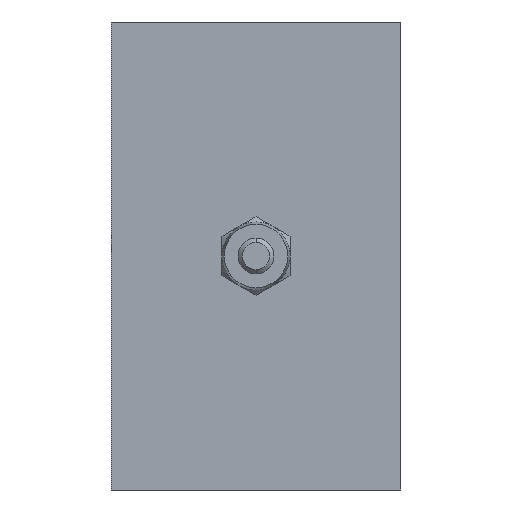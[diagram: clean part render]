
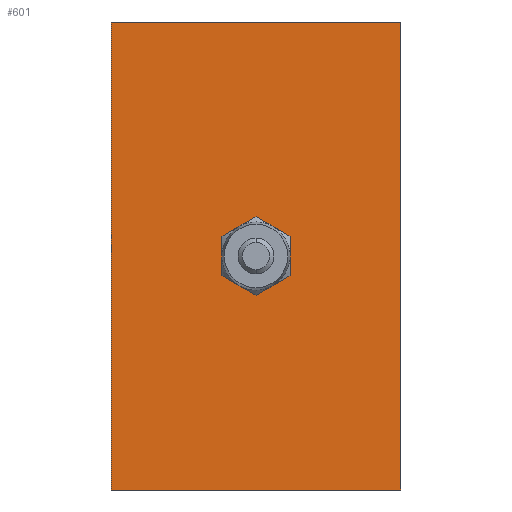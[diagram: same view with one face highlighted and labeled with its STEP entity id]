
A CAD part, front view. The second image highlights one B-rep face of the part: STEP entity #601.
In plain terms, the highlighted planar face has unit normal (0, -1, 0).
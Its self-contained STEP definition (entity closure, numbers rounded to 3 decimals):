
#4 = LINE ( 'NONE', #1349, #1767 ) ;
#10 = EDGE_CURVE ( 'NONE', #1520, #1140, #293, .T. ) ;
#30 = EDGE_CURVE ( 'NONE', #1140, #869, #225, .T. ) ;
#33 = EDGE_CURVE ( 'NONE', #1624, #1520, #230, .T. ) ;
#41 = EDGE_CURVE ( 'NONE', #869, #1624, #201, .T. ) ;
#62 = CARTESIAN_POINT ( 'NONE',  ( 17.218, -1.109, 27.5 ) ) ;
#89 = LINE ( 'NONE', #770, #93 ) ;
#93 = VECTOR ( 'NONE', #1655, 1000. ) ;
#115 = CARTESIAN_POINT ( 'NONE',  ( -2.532, -1.109, -2.75 ) ) ;
#121 = VECTOR ( 'NONE', #1286, 1000. ) ;
#180 = EDGE_CURVE ( 'NONE', #490, #1002, #182, .T. ) ;
#182 = LINE ( 'NONE', #1301, #121 ) ;
#194 = EDGE_CURVE ( 'NONE', #1002, #556, #89, .T. ) ;
#199 = VECTOR ( 'NONE', #1057, 1000. ) ;
#201 = LINE ( 'NONE', #209, #199 ) ;
#209 = CARTESIAN_POINT ( 'NONE',  ( -16.782, -1.109, -27.5 ) ) ;
#216 = DIRECTION ( 'NONE',  ( 1., 0., 0. ) ) ;
#225 = LINE ( 'NONE', #387, #246 ) ;
#230 = LINE ( 'NONE', #1166, #268 ) ;
#238 = CARTESIAN_POINT ( 'NONE',  ( -16.782, -1.109, 27.5 ) ) ;
#246 = VECTOR ( 'NONE', #1804, 1000. ) ;
#249 = CARTESIAN_POINT ( 'NONE',  ( -16.782, -1.109, 27.5 ) ) ;
#268 = VECTOR ( 'NONE', #1479, 1000. ) ;
#293 = LINE ( 'NONE', #249, #297 ) ;
#297 = VECTOR ( 'NONE', #216, 1000. ) ;
#300 = EDGE_CURVE ( 'NONE', #1204, #490, #4, .T. ) ;
#351 = PLANE ( 'NONE',  #1518 ) ;
#356 = EDGE_CURVE ( 'NONE', #556, #1204, #1803, .T. ) ;
#387 = CARTESIAN_POINT ( 'NONE',  ( 17.218, -1.109, -27.5 ) ) ;
#490 = VERTEX_POINT ( 'NONE', #983 ) ;
#556 = VERTEX_POINT ( 'NONE', #1361 ) ;
#601 = ADVANCED_FACE ( 'NONE', ( #1346, #1399 ), #351, .F. ) ;
#617 = ORIENTED_EDGE ( 'NONE', *, *, #180, .T. ) ;
#770 = CARTESIAN_POINT ( 'NONE',  ( -2.532, -1.109, -2.75 ) ) ;
#828 = CARTESIAN_POINT ( 'NONE',  ( 17.218, -1.109, -27.5 ) ) ;
#869 = VERTEX_POINT ( 'NONE', #828 ) ;
#906 = ORIENTED_EDGE ( 'NONE', *, *, #356, .T. ) ;
#929 = ORIENTED_EDGE ( 'NONE', *, *, #194, .T. ) ;
#957 = EDGE_LOOP ( 'NONE', ( #906, #1613, #617, #929 ) ) ;
#960 = DIRECTION ( 'NONE',  ( 0., 0., 1. ) ) ;
#983 = CARTESIAN_POINT ( 'NONE',  ( 2.968, -1.109, 2.75 ) ) ;
#1002 = VERTEX_POINT ( 'NONE', #1117 ) ;
#1057 = DIRECTION ( 'NONE',  ( -1., 0., 0. ) ) ;
#1117 = CARTESIAN_POINT ( 'NONE',  ( 2.968, -1.109, -2.75 ) ) ;
#1140 = VERTEX_POINT ( 'NONE', #62 ) ;
#1166 = CARTESIAN_POINT ( 'NONE',  ( -16.782, -1.109, -27.5 ) ) ;
#1183 = DIRECTION ( 'NONE',  ( 0., 0., 1. ) ) ;
#1191 = DIRECTION ( 'NONE',  ( 0., 1., 0. ) ) ;
#1204 = VERTEX_POINT ( 'NONE', #1528 ) ;
#1232 = ORIENTED_EDGE ( 'NONE', *, *, #30, .F. ) ;
#1234 = CARTESIAN_POINT ( 'NONE',  ( -16.782, -1.109, -27.5 ) ) ;
#1286 = DIRECTION ( 'NONE',  ( 0., 0., -1. ) ) ;
#1301 = CARTESIAN_POINT ( 'NONE',  ( 2.968, -1.109, -2.75 ) ) ;
#1304 = ORIENTED_EDGE ( 'NONE', *, *, #33, .F. ) ;
#1307 = ORIENTED_EDGE ( 'NONE', *, *, #10, .F. ) ;
#1339 = DIRECTION ( 'NONE',  ( 1., 0., 0. ) ) ;
#1346 = FACE_OUTER_BOUND ( 'NONE', #1788, .T. ) ;
#1349 = CARTESIAN_POINT ( 'NONE',  ( -2.532, -1.109, 2.75 ) ) ;
#1361 = CARTESIAN_POINT ( 'NONE',  ( -2.532, -1.109, -2.75 ) ) ;
#1399 = FACE_BOUND ( 'NONE', #957, .T. ) ;
#1479 = DIRECTION ( 'NONE',  ( 0., 0., 1. ) ) ;
#1492 = CARTESIAN_POINT ( 'NONE',  ( -16.782, -1.109, -27.5 ) ) ;
#1518 = AXIS2_PLACEMENT_3D ( 'NONE', #1492, #1191, #1183 ) ;
#1520 = VERTEX_POINT ( 'NONE', #238 ) ;
#1528 = CARTESIAN_POINT ( 'NONE',  ( -2.532, -1.109, 2.75 ) ) ;
#1542 = ORIENTED_EDGE ( 'NONE', *, *, #41, .F. ) ;
#1613 = ORIENTED_EDGE ( 'NONE', *, *, #300, .T. ) ;
#1624 = VERTEX_POINT ( 'NONE', #1234 ) ;
#1646 = VECTOR ( 'NONE', #960, 1000. ) ;
#1655 = DIRECTION ( 'NONE',  ( -1., 0., 0. ) ) ;
#1767 = VECTOR ( 'NONE', #1339, 1000. ) ;
#1788 = EDGE_LOOP ( 'NONE', ( #1304, #1542, #1232, #1307 ) ) ;
#1803 = LINE ( 'NONE', #115, #1646 ) ;
#1804 = DIRECTION ( 'NONE',  ( 0., 0., -1. ) ) ;
